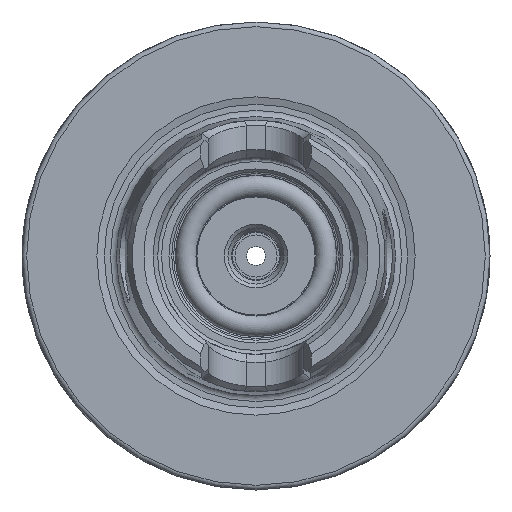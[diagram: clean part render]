
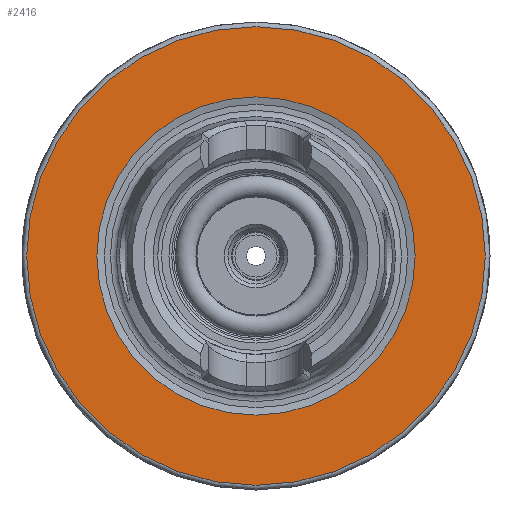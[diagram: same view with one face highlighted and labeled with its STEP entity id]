
A CAD part, left-side view. The second image highlights one B-rep face of the part: STEP entity #2416.
In plain terms, the highlighted planar face has unit normal (-1, 0, 0).
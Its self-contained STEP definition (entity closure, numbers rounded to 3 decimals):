
#2385=CARTESIAN_POINT('',(0.0,24.5,0.0));
#2386=VERTEX_POINT('',#2385);
#2387=CARTESIAN_POINT('',(0.0,0.0,0.0));
#2388=DIRECTION('',(1.0,0.0,0.0));
#2389=DIRECTION('',(0.0,1.0,0.0));
#2390=AXIS2_PLACEMENT_3D('',#2387,#2388,#2389);
#2391=CIRCLE('',#2390,24.5);
#2392=EDGE_CURVE('',#2386,#2386,#2391,.T.);
#2397=CARTESIAN_POINT('',(0.0,20.75,0.0));
#2398=DIRECTION('',(-1.0,0.0,0.0));
#2399=DIRECTION('',(0.0,0.0,1.0));
#2400=AXIS2_PLACEMENT_3D('',#2397,#2398,#2399);
#2401=PLANE('',#2400);
#2402=ORIENTED_EDGE('',*,*,#2392,.F.);
#2403=EDGE_LOOP('',(#2402));
#2404=FACE_OUTER_BOUND('',#2403,.T.);
#2405=CARTESIAN_POINT('',(0.0,17.,0.0));
#2406=VERTEX_POINT('',#2405);
#2407=CARTESIAN_POINT('',(0.0,0.0,0.0));
#2408=DIRECTION('',(1.0,0.0,0.0));
#2409=DIRECTION('',(0.0,1.0,0.0));
#2410=AXIS2_PLACEMENT_3D('',#2407,#2408,#2409);
#2411=CIRCLE('',#2410,17.);
#2412=EDGE_CURVE('',#2406,#2406,#2411,.T.);
#2413=ORIENTED_EDGE('',*,*,#2412,.T.);
#2414=EDGE_LOOP('',(#2413));
#2415=FACE_BOUND('',#2414,.T.);
#2416=ADVANCED_FACE('',(#2404,#2415),#2401,.T.);
